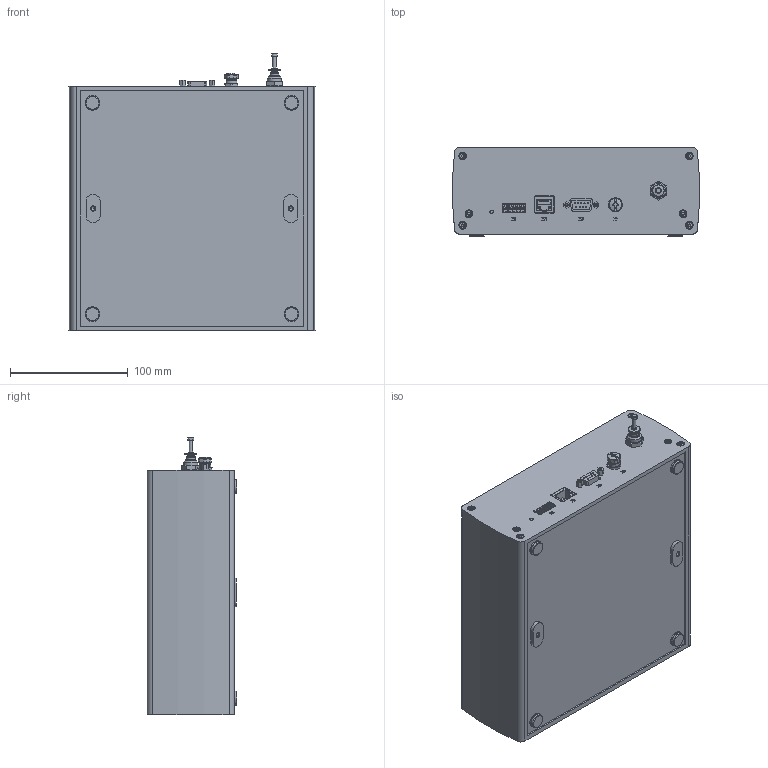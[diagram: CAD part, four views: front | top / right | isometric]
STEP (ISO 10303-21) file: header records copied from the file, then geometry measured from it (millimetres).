
FILE_DESCRIPTION(/* description */ ('STEP AP214'),/* implementation_level */ '2;1');
FILE_NAME(/* name */ '8165129_PGVA-1-P-D30-Q4-A',/* time_stamp */ '2024-09-13T18:27:34+02:00',/* author */ ('License CC BY-ND 4.0'),/* organization */ ('CADENAS'),/* preprocessor_version */ 'ST-DEVELOPER v19.3',/* originating_system */ 'PARTsolutions',/* authorisation */ ' ');
FILE_SCHEMA (('AUTOMOTIVE_DESIGN {1 0 10303 214 3 1 1}'));
Length unit declared in the file: millimetre
Products named in the file (6): 8165129 PGVA-1-P-D30-Q4-A---(high); 8165129 PGVA-1-P-D30-Q4-A---(high_h); Flachmutter M12X1-4-14; 153157 QSS-4---(part); 153267 QSC-4H; 177672 ISK-M8
Assembly tree (6 placements, depth 2):
  8165129 PGVA-1-P-D30-Q4-A---(high)
    8165129 PGVA-1-P-D30-Q4-A---(high_h)
    Flachmutter M12X1-4-14  x2
    153157 QSS-4---(part)
    153267 QSC-4H
    177672 ISK-M8
Bounding box: 209.61 x 76 x 236 mm (x, y, z)
Volume: 3087384.9 mm3; surface area: 162450.7 mm2
Topology: 6 solids, 6 shells, 803 faces, 1998 edges, 1312 vertices
Faces by surface type: plane 476, cylinder 250, cone 43, torus 32, sphere 2
Full cylindrical faces by diameter (mm): 1.03 x9, 1.2 x3, 2 x5, 2.156 x2, 2.8 x1, 3 x3, 3.242 x2, 4 x3, 5.4 x2, 5.5 x10, 5.7 x1, 5.8 x1, 6.5 x10, 6.55 x2, 6.647 x1, 7.5 x4, 8 x1, 8.9 x1, 9.9 x2, 10.8 x1, 10.917 x2, 12 x1, 12.5 x1, 12.7 x4
Entity records: 27858 total; most frequent: CARTESIAN_POINT 4051, DIRECTION 3950, ORIENTED_EDGE 3630, EDGE_CURVE 1815, AXIS2_PLACEMENT_3D 1379, VERTEX_POINT 1279, LINE 1192, VECTOR 1192
